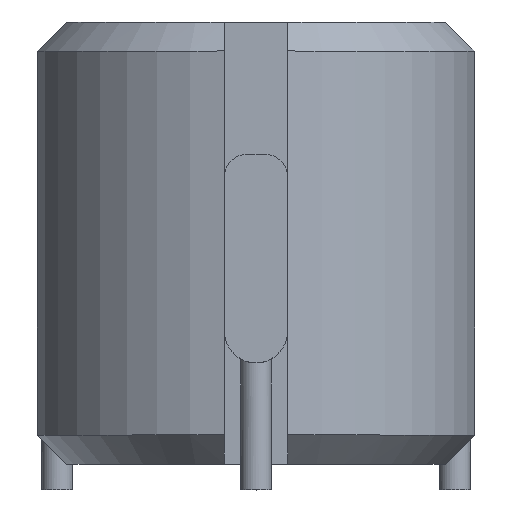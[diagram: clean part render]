
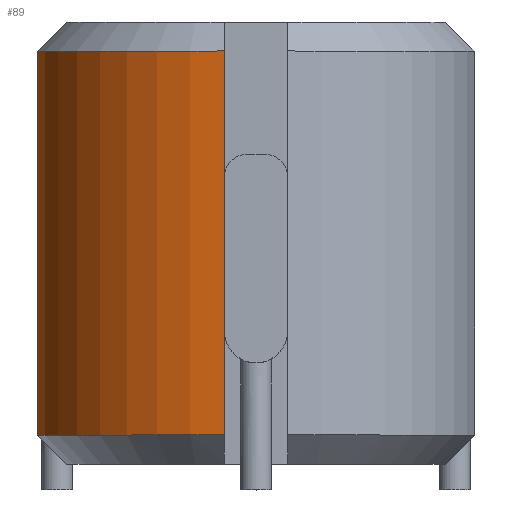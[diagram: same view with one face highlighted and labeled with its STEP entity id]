
A CAD part, top view. The second image highlights one B-rep face of the part: STEP entity #89.
In plain terms, the highlighted cylindrical face has radius 7 mm (diameter 14 mm), a partial arc.
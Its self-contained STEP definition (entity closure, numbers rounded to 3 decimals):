
#89 = ADVANCED_FACE( '', ( #231 ), #232, .T. );
#231 = FACE_OUTER_BOUND( '', #434, .T. );
#232 = CYLINDRICAL_SURFACE( '', #435, 7. );
#434 = EDGE_LOOP( '', ( #641, #642, #643, #644 ) );
#435 = AXIS2_PLACEMENT_3D( '', #645, #646, #647 );
#641 = ORIENTED_EDGE( '', *, *, #1191, .T. );
#642 = ORIENTED_EDGE( '', *, *, #1192, .T. );
#643 = ORIENTED_EDGE( '', *, *, #1193, .F. );
#644 = ORIENTED_EDGE( '', *, *, #1194, .T. );
#645 = CARTESIAN_POINT( '', ( 0., 0., 0. ) );
#646 = DIRECTION( '', ( 0., 1., 0. ) );
#647 = DIRECTION( '', ( 0., 0., -1. ) );
#1191 = EDGE_CURVE( '', #1417, #1418, #1419, .T. );
#1192 = EDGE_CURVE( '', #1418, #1420, #1421, .T. );
#1193 = EDGE_CURVE( '', #1422, #1420, #1423, .T. );
#1194 = EDGE_CURVE( '', #1422, #1417, #1424, .F. );
#1417 = VERTEX_POINT( '', #1771 );
#1418 = VERTEX_POINT( '', #1772 );
#1419 = CIRCLE( '', #1773, 7. );
#1420 = VERTEX_POINT( '', #1774 );
#1421 = LINE( '', #1775, #1776 );
#1422 = VERTEX_POINT( '', #1777 );
#1423 = CIRCLE( '', #1778, 7. );
#1424 = LINE( '', #1779, #1780 );
#1771 = CARTESIAN_POINT( '', ( -1., 13.08, 6.928 ) );
#1772 = CARTESIAN_POINT( '', ( -6.928, 13.08, 1. ) );
#1773 = AXIS2_PLACEMENT_3D( '', #2298, #2299, #2300 );
#1774 = CARTESIAN_POINT( '', ( -6.928, 0.92, 1. ) );
#1775 = CARTESIAN_POINT( '', ( -6.928, 0., 1. ) );
#1776 = VECTOR( '', #2301, 1000. );
#1777 = CARTESIAN_POINT( '', ( -1., 0.92, 6.928 ) );
#1778 = AXIS2_PLACEMENT_3D( '', #2302, #2303, #2304 );
#1779 = CARTESIAN_POINT( '', ( -1., 0., 6.928 ) );
#1780 = VECTOR( '', #2305, 1000. );
#2298 = CARTESIAN_POINT( '', ( 0., 13.08, 0. ) );
#2299 = DIRECTION( '', ( 0., -1., 0. ) );
#2300 = DIRECTION( '', ( 0., 0., -1. ) );
#2301 = DIRECTION( '', ( 0., -1., 0. ) );
#2302 = CARTESIAN_POINT( '', ( 0., 0.92, 0. ) );
#2303 = DIRECTION( '', ( 0., -1., 0. ) );
#2304 = DIRECTION( '', ( 0., 0., -1. ) );
#2305 = DIRECTION( '', ( 0., -1., 0. ) );
